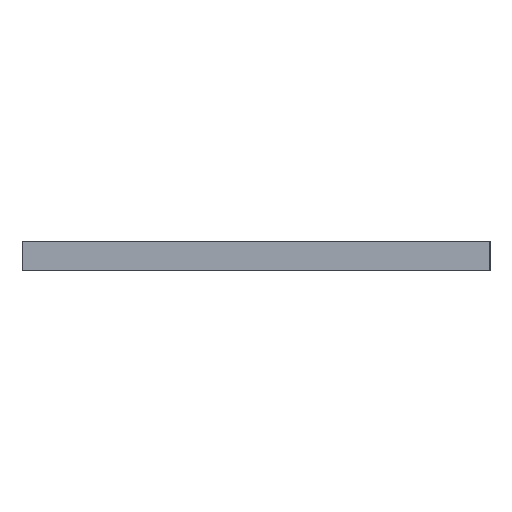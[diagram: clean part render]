
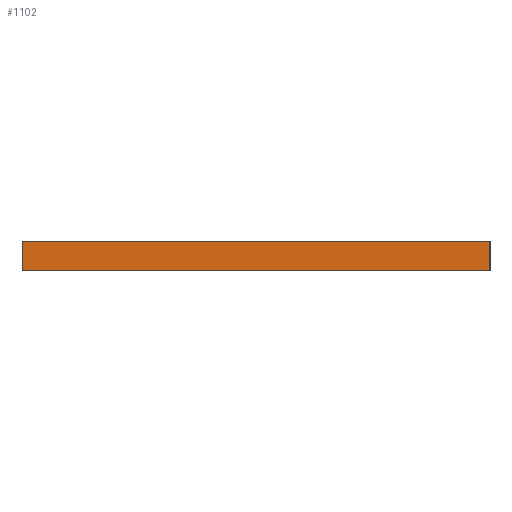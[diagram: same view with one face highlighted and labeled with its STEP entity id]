
A CAD part, left-side view. The second image highlights one B-rep face of the part: STEP entity #1102.
In plain terms, the highlighted planar face has unit normal (-1, 0, 0).
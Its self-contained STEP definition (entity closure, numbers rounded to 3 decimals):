
#64 = ORIENTED_EDGE ( 'NONE', *, *, #446, .T. ) ;
#93 = ORIENTED_EDGE ( 'NONE', *, *, #301, .T. ) ;
#108 = DIRECTION ( 'NONE',  ( 0., 0., -1. ) ) ;
#196 = CARTESIAN_POINT ( 'NONE',  ( 0., -80.5, 10. ) ) ;
#226 = VERTEX_POINT ( 'NONE', #478 ) ;
#301 = EDGE_CURVE ( 'NONE', #681, #226, #509, .T. ) ;
#329 = FACE_OUTER_BOUND ( 'NONE', #1404, .T. ) ;
#341 = EDGE_CURVE ( 'NONE', #681, #1292, #487, .T. ) ;
#369 = DIRECTION ( 'NONE',  ( 0., -1., 0. ) ) ;
#427 = CARTESIAN_POINT ( 'NONE',  ( 0., -80.5, 10. ) ) ;
#446 = EDGE_CURVE ( 'NONE', #226, #1156, #845, .T. ) ;
#471 = DIRECTION ( 'NONE',  ( 0., 0., -1. ) ) ;
#478 = CARTESIAN_POINT ( 'NONE',  ( 0., 80.5, 0. ) ) ;
#487 = LINE ( 'NONE', #799, #1039 ) ;
#493 = ORIENTED_EDGE ( 'NONE', *, *, #341, .F. ) ;
#509 = LINE ( 'NONE', #632, #1288 ) ;
#610 = CARTESIAN_POINT ( 'NONE',  ( 0., -80.5, 10. ) ) ;
#632 = CARTESIAN_POINT ( 'NONE',  ( 0., 80.5, 10. ) ) ;
#663 = DIRECTION ( 'NONE',  ( 0., -1., 0. ) ) ;
#681 = VERTEX_POINT ( 'NONE', #920 ) ;
#764 = PLANE ( 'NONE',  #1822 ) ;
#799 = CARTESIAN_POINT ( 'NONE',  ( 0., -80.5, 10. ) ) ;
#833 = CARTESIAN_POINT ( 'NONE',  ( 0., -80.5, 0. ) ) ;
#845 = LINE ( 'NONE', #833, #1261 ) ;
#918 = DIRECTION ( 'NONE',  ( 1., 0., 0. ) ) ;
#920 = CARTESIAN_POINT ( 'NONE',  ( 0., 80.5, 10. ) ) ;
#931 = CARTESIAN_POINT ( 'NONE',  ( 0., -80.5, 0. ) ) ;
#966 = EDGE_CURVE ( 'NONE', #1292, #1156, #1466, .T. ) ;
#1039 = VECTOR ( 'NONE', #663, 1000. ) ;
#1073 = DIRECTION ( 'NONE',  ( 0., 0., -1. ) ) ;
#1102 = ADVANCED_FACE ( 'NONE', ( #329 ), #764, .F. ) ;
#1137 = ORIENTED_EDGE ( 'NONE', *, *, #966, .F. ) ;
#1156 = VERTEX_POINT ( 'NONE', #931 ) ;
#1256 = VECTOR ( 'NONE', #108, 1000. ) ;
#1261 = VECTOR ( 'NONE', #369, 1000. ) ;
#1288 = VECTOR ( 'NONE', #471, 1000. ) ;
#1292 = VERTEX_POINT ( 'NONE', #196 ) ;
#1404 = EDGE_LOOP ( 'NONE', ( #64, #1137, #493, #93 ) ) ;
#1466 = LINE ( 'NONE', #427, #1256 ) ;
#1822 = AXIS2_PLACEMENT_3D ( 'NONE', #610, #918, #1073 ) ;
